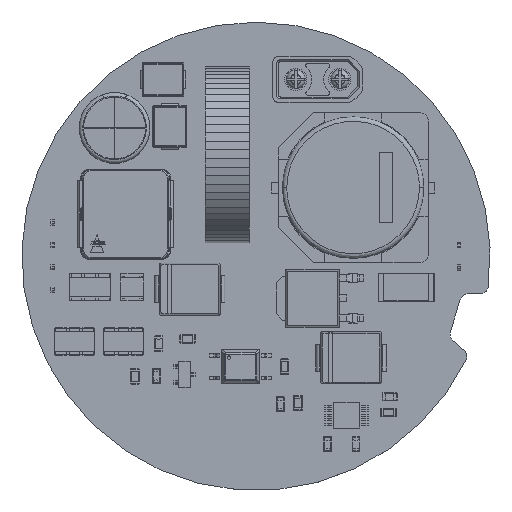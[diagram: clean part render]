
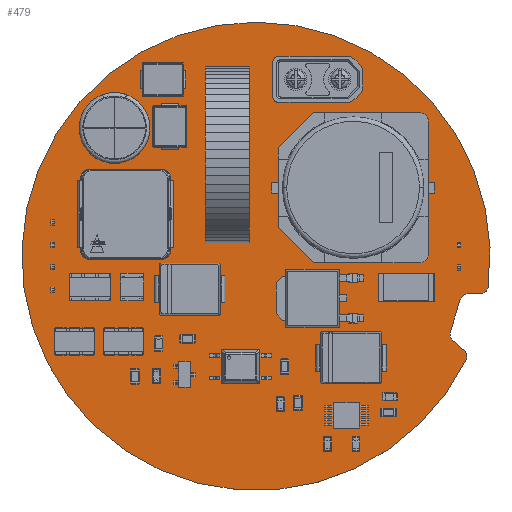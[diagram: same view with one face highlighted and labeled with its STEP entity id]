
A CAD part, top view. The second image highlights one B-rep face of the part: STEP entity #479.
In plain terms, the highlighted planar face has unit normal (0, 0, 1).
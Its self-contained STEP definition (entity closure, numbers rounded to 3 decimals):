
#180 = VERTEX_POINT('',#181);
#181 = CARTESIAN_POINT('',(22.315,-9.604,0.911));
#187 = EDGE_CURVE('',#180,#188,#190,.T.);
#188 = VERTEX_POINT('',#189);
#189 = CARTESIAN_POINT('',(23.574,-10.702,0.911));
#190 = LINE('',#191,#192);
#191 = CARTESIAN_POINT('',(22.315,-9.604,0.911));
#192 = VECTOR('',#193,1.);
#193 = DIRECTION('',(0.754,-0.657,0.));
#218 = EDGE_CURVE('',#188,#219,#221,.T.);
#219 = VERTEX_POINT('',#220);
#220 = CARTESIAN_POINT('',(23.817,-11.647,0.911));
#221 = CIRCLE('',#222,0.788);
#222 = AXIS2_PLACEMENT_3D('',#223,#224,#225);
#223 = CARTESIAN_POINT('',(23.096,-11.329,0.911));
#224 = DIRECTION('',(0.,0.,-1.));
#225 = DIRECTION('',(0.606,0.795,0.));
#251 = EDGE_CURVE('',#219,#252,#254,.T.);
#252 = VERTEX_POINT('',#253);
#253 = CARTESIAN_POINT('',(26.27,-3.558,0.911));
#254 = CIRCLE('',#255,26.501);
#255 = AXIS2_PLACEMENT_3D('',#256,#257,#258);
#256 = CARTESIAN_POINT('',(0.007,-0.01,
    0.911));
#257 = DIRECTION('',(0.,0.,-1.));
#258 = DIRECTION('',(0.898,-0.439,0.));
#284 = EDGE_CURVE('',#252,#285,#287,.T.);
#285 = VERTEX_POINT('',#286);
#286 = CARTESIAN_POINT('',(25.393,-4.226,0.911));
#287 = CIRCLE('',#288,0.899);
#288 = AXIS2_PLACEMENT_3D('',#289,#290,#291);
#289 = CARTESIAN_POINT('',(25.401,-3.327,0.911));
#290 = DIRECTION('',(0.,0.,-1.));
#291 = DIRECTION('',(0.966,-0.257,0.));
#317 = EDGE_CURVE('',#285,#318,#320,.T.);
#318 = VERTEX_POINT('',#319);
#319 = CARTESIAN_POINT('',(25.35,-4.225,0.911));
#320 = LINE('',#321,#322);
#321 = CARTESIAN_POINT('',(25.393,-4.226,0.911));
#322 = VECTOR('',#323,1.);
#323 = DIRECTION('',(-1.,0.023,0.));
#348 = EDGE_CURVE('',#318,#349,#351,.T.);
#349 = VERTEX_POINT('',#350);
#350 = CARTESIAN_POINT('',(24.104,-4.227,0.911));
#351 = LINE('',#352,#353);
#352 = CARTESIAN_POINT('',(25.35,-4.225,0.911));
#353 = VECTOR('',#354,1.);
#354 = DIRECTION('',(-1.,-0.002,0.));
#379 = EDGE_CURVE('',#349,#380,#382,.T.);
#380 = VERTEX_POINT('',#381);
#381 = CARTESIAN_POINT('',(23.072,-5.013,0.911));
#382 = CIRCLE('',#383,1.062);
#383 = AXIS2_PLACEMENT_3D('',#384,#385,#386);
#384 = CARTESIAN_POINT('',(24.097,-5.289,0.911));
#385 = DIRECTION('',(0.,0.,1.));
#386 = DIRECTION('',(0.006,1.,-0.));
#412 = EDGE_CURVE('',#380,#413,#415,.T.);
#413 = VERTEX_POINT('',#414);
#414 = CARTESIAN_POINT('',(22.028,-8.504,0.911));
#415 = LINE('',#416,#417);
#416 = CARTESIAN_POINT('',(23.072,-5.013,0.911));
#417 = VECTOR('',#418,1.);
#418 = DIRECTION('',(-0.287,-0.958,0.));
#443 = EDGE_CURVE('',#413,#180,#444,.T.);
#444 = CIRCLE('',#445,1.);
#445 = AXIS2_PLACEMENT_3D('',#446,#447,#448);
#446 = CARTESIAN_POINT('',(22.967,-8.846,0.911));
#447 = DIRECTION('',(0.,0.,1.));
#448 = DIRECTION('',(-0.94,0.342,0.));
#479 = ADVANCED_FACE('',(#480),#491,.F.);
#480 = FACE_BOUND('',#481,.F.);
#481 = EDGE_LOOP('',(#482,#483,#484,#485,#486,#487,#488,#489,#490));
#482 = ORIENTED_EDGE('',*,*,#187,.T.);
#483 = ORIENTED_EDGE('',*,*,#218,.T.);
#484 = ORIENTED_EDGE('',*,*,#251,.T.);
#485 = ORIENTED_EDGE('',*,*,#284,.T.);
#486 = ORIENTED_EDGE('',*,*,#317,.T.);
#487 = ORIENTED_EDGE('',*,*,#348,.T.);
#488 = ORIENTED_EDGE('',*,*,#379,.T.);
#489 = ORIENTED_EDGE('',*,*,#412,.T.);
#490 = ORIENTED_EDGE('',*,*,#443,.T.);
#491 = PLANE('',#492);
#492 = AXIS2_PLACEMENT_3D('',#493,#494,#495);
#493 = CARTESIAN_POINT('',(1.043,-0.321,0.911));
#494 = DIRECTION('',(-0.,-0.,-1.));
#495 = DIRECTION('',(-1.,0.,0.));
